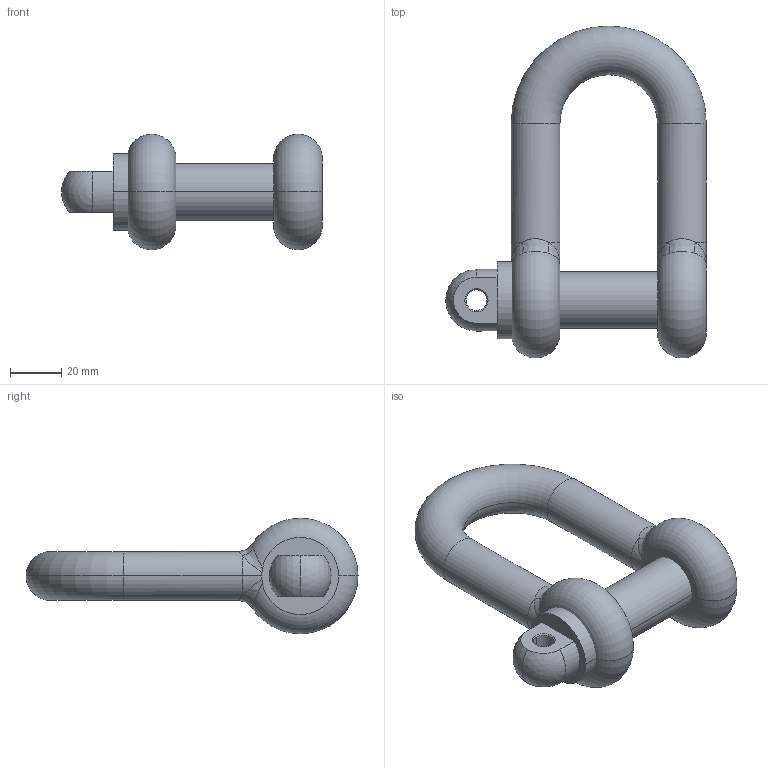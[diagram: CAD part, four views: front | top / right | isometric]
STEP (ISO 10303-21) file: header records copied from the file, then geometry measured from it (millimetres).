
FILE_DESCRIPTION (( 'STEP AP214' ), '1' );
FILE_NAME ('PH7TA.STEP', '2020-05-21T13:18:05', ( '' ), ( '' ), 'SwSTEP 2.0', 'SolidWorks 2019', '' );
FILE_SCHEMA (( 'AUTOMOTIVE_DESIGN' ));
Length unit declared in the file: millimetre
Products named in the file (3): PHTABOD_PH7TABOD; PHTAPIN_PH7TAPIN; PH7TA
Assembly tree (2 placements, depth 2):
  PH7TA
    PHTABOD_PH7TABOD
    PHTAPIN_PH7TAPIN
Bounding box: 101.5 x 129.25 x 45 mm (x, y, z)
Volume: 127637.5 mm3; surface area: 29539.5 mm2
Topology: 2 solids, 2 shells, 58 faces, 134 edges, 72 vertices
Faces by surface type: cylinder 23, bspline 12, plane 9, torus 6, cone 6, sphere 2
Entity records: 2719 total; most frequent: CARTESIAN_POINT 1397, DIRECTION 271, ORIENTED_EDGE 246, EDGE_CURVE 123, AXIS2_PLACEMENT_3D 121, VERTEX_POINT 71, CIRCLE 70, EDGE_LOOP 66
